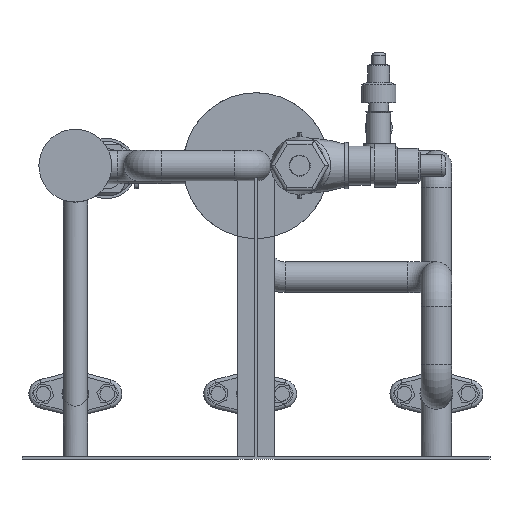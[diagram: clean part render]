
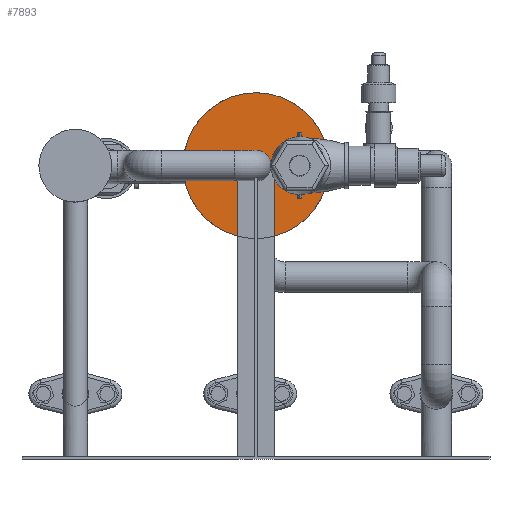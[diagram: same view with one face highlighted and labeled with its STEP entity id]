
A CAD part, front view. The second image highlights one B-rep face of the part: STEP entity #7893.
In plain terms, the highlighted planar face has unit normal (0, -1, 0).
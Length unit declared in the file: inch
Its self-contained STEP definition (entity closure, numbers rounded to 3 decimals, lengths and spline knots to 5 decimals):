
#724=LINE('',#12191,#1320);
#725=LINE('',#12193,#1321);
#726=LINE('',#12197,#1322);
#727=LINE('',#12198,#1323);
#1320=VECTOR('',#9460,0.1);
#1321=VECTOR('',#9461,2.42061);
#1322=VECTOR('',#9464,2.42061);
#1323=VECTOR('',#9465,0.1);
#1913=PLANE('',#8398);
#2165=FACE_BOUND('',#2851,.T.);
#2370=FACE_OUTER_BOUND('',#2850,.T.);
#2850=EDGE_LOOP('',(#6064,#6065,#6066,#6067,#6068,#6069));
#2851=EDGE_LOOP('',(#6070));
#3434=CIRCLE('',#8320,0.42);
#3462=CIRCLE('',#8395,0.525);
#3464=CIRCLE('',#8399,2.5);
#3884=VERTEX_POINT('',#11818);
#3933=VERTEX_POINT('',#12174);
#3934=VERTEX_POINT('',#12176);
#3939=VERTEX_POINT('',#12190);
#3940=VERTEX_POINT('',#12192);
#3941=VERTEX_POINT('',#12194);
#3942=VERTEX_POINT('',#12196);
#4833=EDGE_CURVE('',#3884,#3884,#3434,.T.);
#4889=EDGE_CURVE('',#3934,#3933,#3462,.T.);
#4896=EDGE_CURVE('',#3933,#3939,#724,.T.);
#4897=EDGE_CURVE('',#3940,#3939,#725,.T.);
#4898=EDGE_CURVE('',#3940,#3941,#3464,.T.);
#4899=EDGE_CURVE('',#3941,#3942,#726,.T.);
#4900=EDGE_CURVE('',#3942,#3934,#727,.T.);
#6064=ORIENTED_EDGE('',*,*,#4889,.T.);
#6065=ORIENTED_EDGE('',*,*,#4896,.T.);
#6066=ORIENTED_EDGE('',*,*,#4897,.F.);
#6067=ORIENTED_EDGE('',*,*,#4898,.T.);
#6068=ORIENTED_EDGE('',*,*,#4899,.T.);
#6069=ORIENTED_EDGE('',*,*,#4900,.T.);
#6070=ORIENTED_EDGE('',*,*,#4833,.T.);
#7893=ADVANCED_FACE('',(#2370,#2165),#1913,.T.);
#8320=AXIS2_PLACEMENT_3D('',#11819,#9290,#9291);
#8395=AXIS2_PLACEMENT_3D('',#12177,#9447,#9448);
#8398=AXIS2_PLACEMENT_3D('',#12189,#9458,#9459);
#8399=AXIS2_PLACEMENT_3D('',#12195,#9462,#9463);
#9290=DIRECTION('center_axis',(0.,1.,0.));
#9291=DIRECTION('ref_axis',(-1.,0.,0.));
#9447=DIRECTION('center_axis',(0.,1.,0.));
#9448=DIRECTION('ref_axis',(-1.,0.,0.));
#9458=DIRECTION('center_axis',(0.,-1.,0.));
#9459=DIRECTION('ref_axis',(0.,0.,-1.));
#9460=DIRECTION('',(1.,0.,0.));
#9461=DIRECTION('',(0.,0.,1.));
#9462=DIRECTION('center_axis',(0.,-1.,0.));
#9463=DIRECTION('ref_axis',(-1.,0.,0.));
#9464=DIRECTION('',(0.,0.,1.));
#9465=DIRECTION('',(1.,0.,0.));
#11818=CARTESIAN_POINT('',(1.92,-7.,10.07));
#11819=CARTESIAN_POINT('Origin',(1.5,-7.,10.07));
#12174=CARTESIAN_POINT('',(0.525,-7.,10.07));
#12176=CARTESIAN_POINT('',(-0.525,-7.,10.07));
#12177=CARTESIAN_POINT('Origin',(0.,-7.,10.07));
#12189=CARTESIAN_POINT('Origin',(0.,-7.,10.07));
#12190=CARTESIAN_POINT('',(0.625,-7.,10.07));
#12191=CARTESIAN_POINT('',(0.525,-7.,10.07));
#12192=CARTESIAN_POINT('',(0.625,-7.,7.64939));
#12193=CARTESIAN_POINT('',(0.625,-7.,7.64939));
#12194=CARTESIAN_POINT('',(-0.625,-7.,7.64939));
#12195=CARTESIAN_POINT('Origin',(0.,-7.,10.07));
#12196=CARTESIAN_POINT('',(-0.625,-7.,10.07));
#12197=CARTESIAN_POINT('',(-0.625,-7.,7.64939));
#12198=CARTESIAN_POINT('',(-0.625,-7.,10.07));
